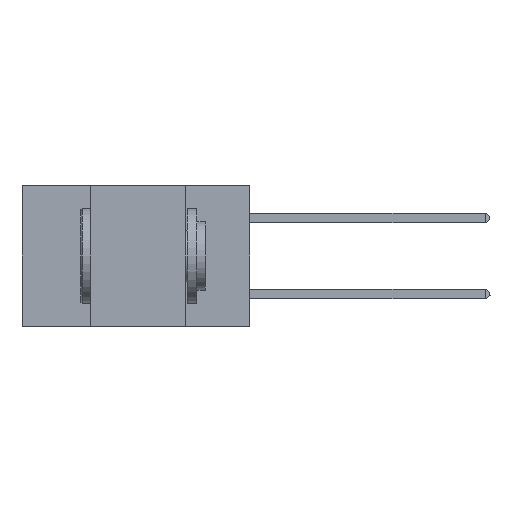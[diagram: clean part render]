
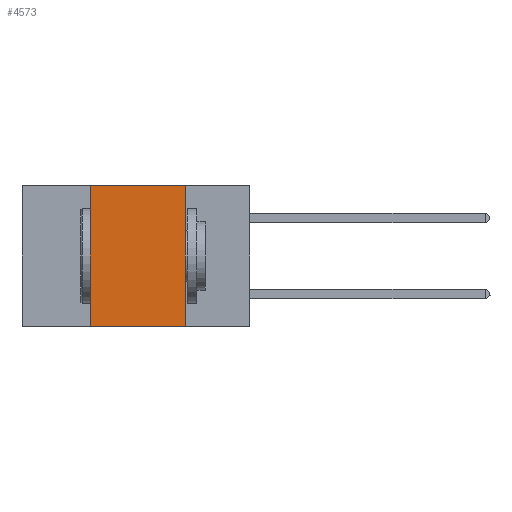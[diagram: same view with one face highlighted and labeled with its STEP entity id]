
A CAD part, left-side view. The second image highlights one B-rep face of the part: STEP entity #4573.
In plain terms, the highlighted planar face has unit normal (-1, 0, 0).
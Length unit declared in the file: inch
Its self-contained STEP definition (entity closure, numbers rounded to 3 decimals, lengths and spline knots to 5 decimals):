
#313 = ORIENTED_EDGE ( 'NONE', *, *, #8578, .F. ) ;
#408 = LINE ( 'NONE', #7771, #6609 ) ;
#662 = CARTESIAN_POINT ( 'NONE',  ( 0., 0.42, -0.37 ) ) ;
#808 = CARTESIAN_POINT ( 'NONE',  ( 0., 0.6, -0.37 ) ) ;
#1362 = CARTESIAN_POINT ( 'NONE',  ( 0., 0.42, 0. ) ) ;
#1530 = VERTEX_POINT ( 'NONE', #5901 ) ;
#2647 = DIRECTION ( 'NONE',  ( 1., 0., 0. ) ) ;
#3110 = LINE ( 'NONE', #808, #17035 ) ;
#3313 = DIRECTION ( 'NONE',  ( 0., -1., 0. ) ) ;
#3871 = EDGE_LOOP ( 'NONE', ( #6215, #313, #5284, #8466 ) ) ;
#4573 = ADVANCED_FACE ( 'NONE', ( #18121 ), #11114, .F. ) ;
#5124 = CARTESIAN_POINT ( 'NONE',  ( 0., 0.42, 0. ) ) ;
#5154 = EDGE_CURVE ( 'NONE', #8239, #19498, #6045, .T. ) ;
#5163 = LINE ( 'NONE', #20291, #18050 ) ;
#5284 = ORIENTED_EDGE ( 'NONE', *, *, #5154, .F. ) ;
#5901 = CARTESIAN_POINT ( 'NONE',  ( 0., 0.17, 0. ) ) ;
#6045 = LINE ( 'NONE', #1362, #15004 ) ;
#6215 = ORIENTED_EDGE ( 'NONE', *, *, #12247, .F. ) ;
#6609 = VECTOR ( 'NONE', #3313, 39.37008 ) ;
#7771 = CARTESIAN_POINT ( 'NONE',  ( 0., 0.6, 0. ) ) ;
#8127 = AXIS2_PLACEMENT_3D ( 'NONE', #12682, #2647, #14179 ) ;
#8239 = VERTEX_POINT ( 'NONE', #662 ) ;
#8466 = ORIENTED_EDGE ( 'NONE', *, *, #20285, .T. ) ;
#8578 = EDGE_CURVE ( 'NONE', #19498, #1530, #408, .T. ) ;
#9222 = CARTESIAN_POINT ( 'NONE',  ( 0., 0.17, -0.37 ) ) ;
#11114 = PLANE ( 'NONE',  #8127 ) ;
#12247 = EDGE_CURVE ( 'NONE', #1530, #12364, #5163, .T. ) ;
#12351 = DIRECTION ( 'NONE',  ( 0., -1., 0. ) ) ;
#12364 = VERTEX_POINT ( 'NONE', #9222 ) ;
#12682 = CARTESIAN_POINT ( 'NONE',  ( 0., 0.6, 0. ) ) ;
#14179 = DIRECTION ( 'NONE',  ( 0., 0., -1. ) ) ;
#15004 = VECTOR ( 'NONE', #16269, 39.37008 ) ;
#16269 = DIRECTION ( 'NONE',  ( 0., 0., 1. ) ) ;
#17035 = VECTOR ( 'NONE', #12351, 39.37008 ) ;
#18050 = VECTOR ( 'NONE', #18845, 39.37008 ) ;
#18121 = FACE_OUTER_BOUND ( 'NONE', #3871, .T. ) ;
#18845 = DIRECTION ( 'NONE',  ( 0., 0., -1. ) ) ;
#19498 = VERTEX_POINT ( 'NONE', #5124 ) ;
#20285 = EDGE_CURVE ( 'NONE', #8239, #12364, #3110, .T. ) ;
#20291 = CARTESIAN_POINT ( 'NONE',  ( 0., 0.17, 0. ) ) ;
